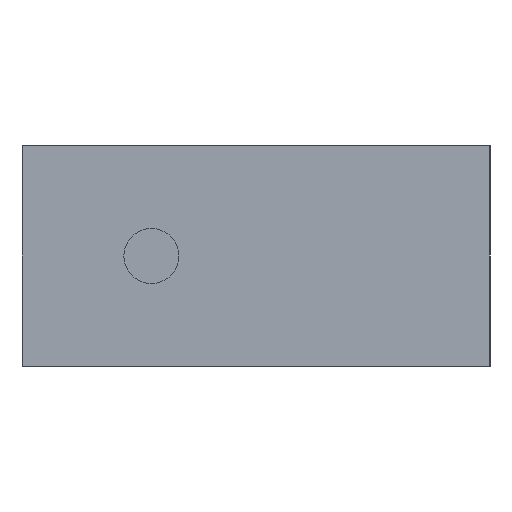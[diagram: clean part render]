
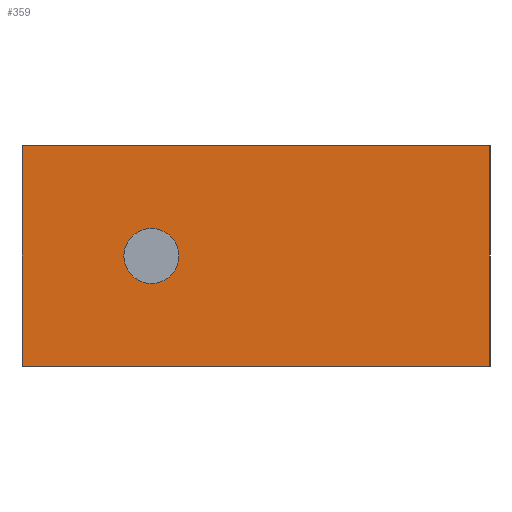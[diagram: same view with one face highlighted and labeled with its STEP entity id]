
A CAD part, front view. The second image highlights one B-rep face of the part: STEP entity #359.
In plain terms, the highlighted face is planar.
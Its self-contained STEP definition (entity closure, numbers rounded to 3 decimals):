
#25 = CARTESIAN_POINT ( 'NONE',  ( 7.1, 4.25, -2. ) ) ;
#49 = VECTOR ( 'NONE', #224, 1000. ) ;
#82 = LINE ( 'NONE', #705, #467 ) ;
#97 = CARTESIAN_POINT ( 'NONE',  ( 7.1, -4.25, -2. ) ) ;
#106 = ORIENTED_EDGE ( 'NONE', *, *, #783, .F. ) ;
#107 = LINE ( 'NONE', #657, #49 ) ;
#111 = VECTOR ( 'NONE', #402, 1000. ) ;
#149 = VECTOR ( 'NONE', #179, 1000. ) ;
#160 = VERTEX_POINT ( 'NONE', #400 ) ;
#179 = DIRECTION ( 'NONE',  ( 0., 1., 0. ) ) ;
#224 = DIRECTION ( 'NONE',  ( 0., 0., -1. ) ) ;
#286 = VERTEX_POINT ( 'NONE', #725 ) ;
#326 = DIRECTION ( 'NONE',  ( 0., 1., 0. ) ) ;
#328 = EDGE_CURVE ( 'NONE', #160, #811, #488, .T. ) ;
#337 = PLANE ( 'NONE',  #600 ) ;
#359 = ADVANCED_FACE ( 'NONE', ( #399 ), #337, .F. ) ;
#360 = ORIENTED_EDGE ( 'NONE', *, *, #438, .T. ) ;
#382 = VERTEX_POINT ( 'NONE', #652 ) ;
#399 = FACE_OUTER_BOUND ( 'NONE', #545, .T. ) ;
#400 = CARTESIAN_POINT ( 'NONE',  ( 7.1, 4.25, 2. ) ) ;
#402 = DIRECTION ( 'NONE',  ( 0., 0., -1. ) ) ;
#438 = EDGE_CURVE ( 'NONE', #382, #811, #758, .T. ) ;
#451 = CARTESIAN_POINT ( 'NONE',  ( 7.1, 4.25, 2. ) ) ;
#455 = DIRECTION ( 'NONE',  ( -1., 0., 0. ) ) ;
#467 = VECTOR ( 'NONE', #326, 1000. ) ;
#488 = LINE ( 'NONE', #451, #111 ) ;
#541 = ORIENTED_EDGE ( 'NONE', *, *, #808, .T. ) ;
#545 = EDGE_LOOP ( 'NONE', ( #360, #626, #106, #541 ) ) ;
#600 = AXIS2_PLACEMENT_3D ( 'NONE', #665, #455, #792 ) ;
#626 = ORIENTED_EDGE ( 'NONE', *, *, #328, .F. ) ;
#652 = CARTESIAN_POINT ( 'NONE',  ( 7.1, -4.25, -2. ) ) ;
#657 = CARTESIAN_POINT ( 'NONE',  ( 7.1, -4.25, 2. ) ) ;
#665 = CARTESIAN_POINT ( 'NONE',  ( 7.1, -4.25, 2. ) ) ;
#705 = CARTESIAN_POINT ( 'NONE',  ( 7.1, -4.25, 2. ) ) ;
#725 = CARTESIAN_POINT ( 'NONE',  ( 7.1, -4.25, 2. ) ) ;
#758 = LINE ( 'NONE', #97, #149 ) ;
#783 = EDGE_CURVE ( 'NONE', #286, #160, #82, .T. ) ;
#792 = DIRECTION ( 'NONE',  ( 0., 0., 1. ) ) ;
#808 = EDGE_CURVE ( 'NONE', #286, #382, #107, .T. ) ;
#811 = VERTEX_POINT ( 'NONE', #25 ) ;
